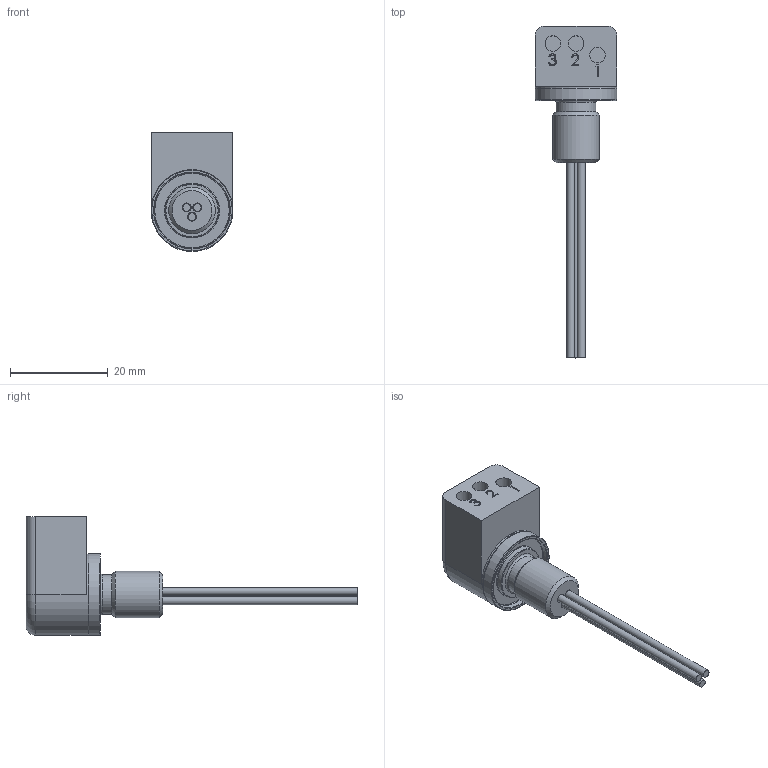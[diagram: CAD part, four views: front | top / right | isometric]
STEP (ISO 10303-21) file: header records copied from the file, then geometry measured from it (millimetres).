
FILE_DESCRIPTION(/* description */ (''),/* implementation_level */ '2;1');
FILE_NAME(/* name */ 'MCLPBH3F.stp',/* time_stamp */ '2021-02-16T10:08:04+01:00',/* author */ ('sh'),/* organization */ (''),/* preprocessor_version */ 'ST-DEVELOPER v17.2',/* originating_system */ 'Autodesk Inventor 2019',/* authorisation */ '');
FILE_SCHEMA (('AUTOMOTIVE_DESIGN { 1 0 10303 214 3 1 1 }'));
Length unit declared in the file: millimetre
Products named in the file (1): MCLPBH3F
Bounding box: 16.76 x 67.93 x 24.36 mm (x, y, z)
Volume: 5912.6 mm3; surface area: 3248.7 mm2
Topology: 1 solids, 1 shells, 83 faces, 217 edges, 150 vertices
Faces by surface type: plane 35, bspline 20, cylinder 14, torus 8, cone 6
Full cylindrical faces by diameter (mm): 1.575 x3, 3.175 x3, 8.128 x1, 9.525 x1, 10.973 x1, 15.494 x1, 16.764 x2
Entity records: 3806 total; most frequent: CARTESIAN_POINT 1639, ORIENTED_EDGE 434, DIRECTION 387, EDGE_CURVE 217, VERTEX_POINT 150, AXIS2_PLACEMENT_3D 146, EDGE_LOOP 97, LINE 95
